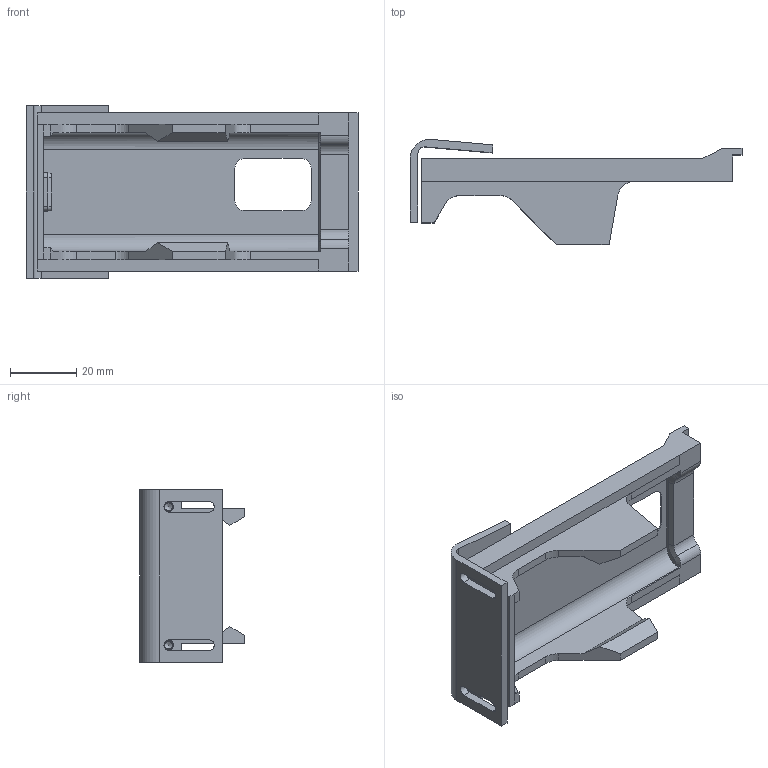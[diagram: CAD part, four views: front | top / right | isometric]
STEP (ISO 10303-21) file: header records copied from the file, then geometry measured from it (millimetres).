
FILE_DESCRIPTION(/* description */ (''),/* implementation_level */ '2;1');
FILE_NAME(/* name */ 'Snap-in holder (Inner fender for BMW M2) v7.step',/* time_stamp */ '2019-09-28T08:46:13+02:00',/* author */ (''),/* organization */ (''),/* preprocessor_version */ 'ST-DEVELOPER v18',/* originating_system */ 'Autodesk Translation Framework v8.6.0.1094',/* authorisation */ '');
FILE_SCHEMA (('AUTOMOTIVE_DESIGN { 1 0 10303 214 3 1 1 }'));
Length unit declared in the file: millimetre
Products named in the file (1): Snap-in holder (Inner fender for BMW M2)
Bounding box: 100.33 x 31.69 x 52 mm (x, y, z)
Volume: 25824.7 mm3; surface area: 21389.1 mm2
Topology: 2 solids, 2 shells, 320 faces, 841 edges, 526 vertices
Faces by surface type: cylinder 228, plane 74, cone 14, bspline 4
Full cylindrical faces by diameter (mm): 2.529 x98, 3.086 x96
Entity records: 18650 total; most frequent: CARTESIAN_POINT 11406, ORIENTED_EDGE 1678, DIRECTION 1215, EDGE_CURVE 839, VERTEX_POINT 526, LINE 425, VECTOR 425, AXIS2_PLACEMENT_3D 395
